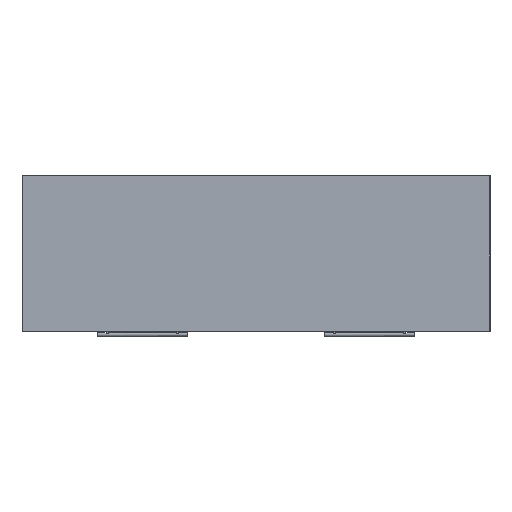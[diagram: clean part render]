
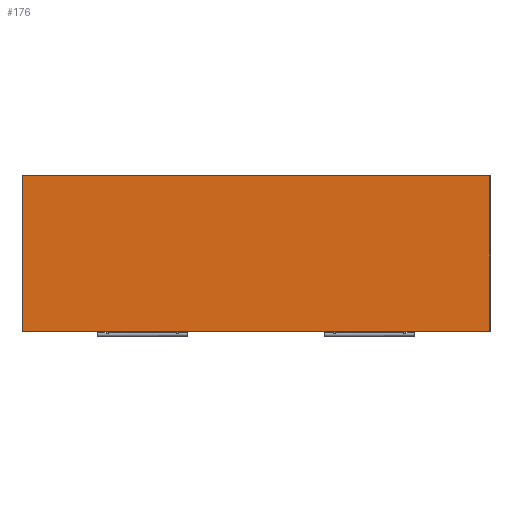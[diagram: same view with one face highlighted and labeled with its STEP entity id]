
A CAD part, top view. The second image highlights one B-rep face of the part: STEP entity #176.
In plain terms, the highlighted face is planar.
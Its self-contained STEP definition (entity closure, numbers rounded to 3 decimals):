
#176=ADVANCED_FACE('',(#315),#1914,.T.);
#315=FACE_OUTER_BOUND('',#447,.T.);
#447=EDGE_LOOP('',(#604,#605,#606,#607));
#604=ORIENTED_EDGE('',*,*,#1166,.F.);
#605=ORIENTED_EDGE('',*,*,#1167,.F.);
#606=ORIENTED_EDGE('',*,*,#1168,.F.);
#607=ORIENTED_EDGE('',*,*,#1165,.F.);
#1165=EDGE_CURVE('',#1726,#1727,#1478,.T.);
#1166=EDGE_CURVE('',#1728,#1726,#1479,.T.);
#1167=EDGE_CURVE('',#1729,#1728,#1480,.T.);
#1168=EDGE_CURVE('',#1727,#1729,#1481,.T.);
#1478=B_SPLINE_CURVE_WITH_KNOTS('',1,(#2878,#2879),.UNSPECIFIED.,.F.,.F.,
(2,2),(-498.,0.),.UNSPECIFIED.);
#1479=B_SPLINE_CURVE_WITH_KNOTS('',1,(#2880,#2881),.UNSPECIFIED.,.F.,.F.,
(2,2),(-1498.,0.),.UNSPECIFIED.);
#1480=B_SPLINE_CURVE_WITH_KNOTS('',1,(#2882,#2883),.UNSPECIFIED.,.F.,.F.,
(2,2),(-498.,0.),.UNSPECIFIED.);
#1481=B_SPLINE_CURVE_WITH_KNOTS('',1,(#2884,#2885),.UNSPECIFIED.,.F.,.F.,
(2,2),(-1498.,0.),.UNSPECIFIED.);
#1726=VERTEX_POINT('',#2824);
#1727=VERTEX_POINT('',#2825);
#1728=VERTEX_POINT('',#2826);
#1729=VERTEX_POINT('',#2827);
#1914=PLANE('',#2204);
#2204=AXIS2_PLACEMENT_3D('',#2515,#2352,$);
#2352=DIRECTION('',(0.,1.,0.));
#2515=CARTESIAN_POINT('',(-898.8,90.,298.8));
#2824=CARTESIAN_POINT('',(749.,90.,-249.));
#2825=CARTESIAN_POINT('',(749.,90.,249.));
#2826=CARTESIAN_POINT('',(-749.,90.,-249.));
#2827=CARTESIAN_POINT('',(-749.,90.,249.));
#2878=CARTESIAN_POINT('',(749.,90.,-249.));
#2879=CARTESIAN_POINT('',(749.,90.,249.));
#2880=CARTESIAN_POINT('',(-749.,90.,-249.));
#2881=CARTESIAN_POINT('',(749.,90.,-249.));
#2882=CARTESIAN_POINT('',(-749.,90.,249.));
#2883=CARTESIAN_POINT('',(-749.,90.,-249.));
#2884=CARTESIAN_POINT('',(749.,90.,249.));
#2885=CARTESIAN_POINT('',(-749.,90.,249.));
